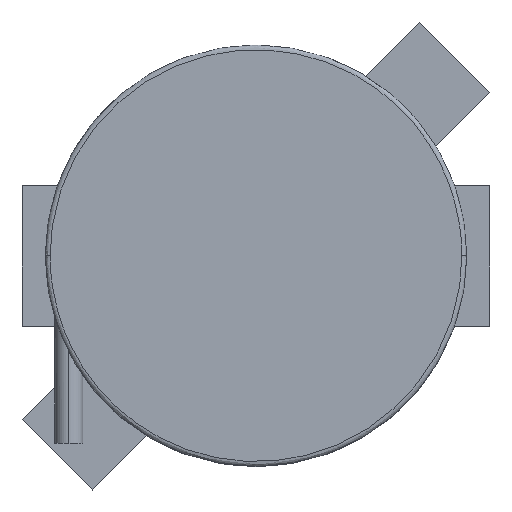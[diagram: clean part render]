
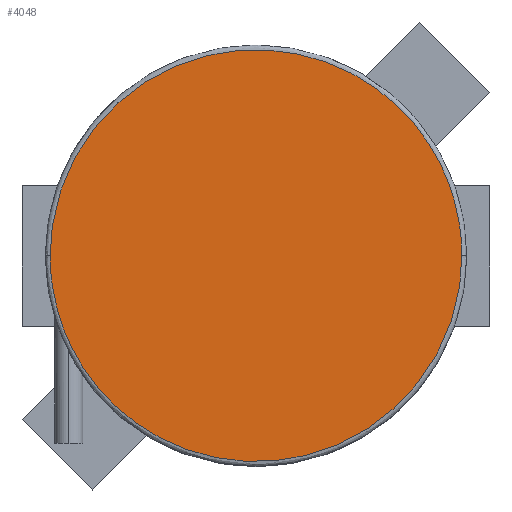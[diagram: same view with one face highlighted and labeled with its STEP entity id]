
A CAD part, top view. The second image highlights one B-rep face of the part: STEP entity #4048.
In plain terms, the highlighted planar face has unit normal (0, 0, 1).
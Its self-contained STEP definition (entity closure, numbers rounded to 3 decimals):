
#232 = CARTESIAN_POINT ( 'NONE',  ( 4.4, 8.8, 4.7 ) ) ;
#862 = DIRECTION ( 'NONE',  ( 1., 0., 0. ) ) ;
#927 = FACE_OUTER_BOUND ( 'NONE', #1675, .T. ) ;
#1100 = CARTESIAN_POINT ( 'NONE',  ( 4.4, 0., 4.7 ) ) ;
#1152 = EDGE_CURVE ( 'NONE', #1947, #3714, #4504, .T. ) ;
#1254 = CARTESIAN_POINT ( 'NONE',  ( -4.4, -8.8, 4.7 ) ) ;
#1278 = CARTESIAN_POINT ( 'NONE',  ( 4.4, -8.8, 4.7 ) ) ;
#1581 = CARTESIAN_POINT ( 'NONE',  ( -4.4, 0., 4.7 ) ) ;
#1675 = EDGE_LOOP ( 'NONE', ( #2221, #2158 ) ) ;
#1947 = VERTEX_POINT ( 'NONE', #3993 ) ;
#2158 = ORIENTED_EDGE ( 'NONE', *, *, #3478, .F. ) ;
#2214 = PLANE ( 'NONE',  #3351 ) ;
#2221 = ORIENTED_EDGE ( 'NONE', *, *, #1152, .F. ) ;
#2243 = DIRECTION ( 'NONE',  ( 0., 0., 1. ) ) ;
#2391 =( BOUNDED_CURVE ( )  B_SPLINE_CURVE ( 3, ( #1581, #3341, #232, #1100 ),
 .UNSPECIFIED., .F., .T. ) 
 B_SPLINE_CURVE_WITH_KNOTS ( ( 4, 4 ),
 ( 0., 1. ),
 .UNSPECIFIED. ) 
 CURVE ( )  GEOMETRIC_REPRESENTATION_ITEM ( )  RATIONAL_B_SPLINE_CURVE ( ( 1., 0.333, 0.333, 1. ) ) 
 REPRESENTATION_ITEM ( '' )  );
#3027 = CARTESIAN_POINT ( 'NONE',  ( -4.4, 0., 4.7 ) ) ;
#3341 = CARTESIAN_POINT ( 'NONE',  ( -4.4, 8.8, 4.7 ) ) ;
#3351 = AXIS2_PLACEMENT_3D ( 'NONE', #4809, #2243, #862 ) ;
#3478 = EDGE_CURVE ( 'NONE', #3714, #1947, #2391, .T. ) ;
#3714 = VERTEX_POINT ( 'NONE', #3855 ) ;
#3855 = CARTESIAN_POINT ( 'NONE',  ( -4.4, 0., 4.7 ) ) ;
#3993 = CARTESIAN_POINT ( 'NONE',  ( 4.4, 0., 4.7 ) ) ;
#4048 = ADVANCED_FACE ( 'NONE', ( #927 ), #2214, .T. ) ;
#4504 =( BOUNDED_CURVE ( )  B_SPLINE_CURVE ( 3, ( #5324, #1278, #1254, #3027 ),
 .UNSPECIFIED., .F., .T. ) 
 B_SPLINE_CURVE_WITH_KNOTS ( ( 4, 4 ),
 ( 0., 1. ),
 .UNSPECIFIED. ) 
 CURVE ( )  GEOMETRIC_REPRESENTATION_ITEM ( )  RATIONAL_B_SPLINE_CURVE ( ( 1., 0.333, 0.333, 1. ) ) 
 REPRESENTATION_ITEM ( '' )  );
#4809 = CARTESIAN_POINT ( 'NONE',  ( 0., 0., 4.7 ) ) ;
#5324 = CARTESIAN_POINT ( 'NONE',  ( 4.4, 0., 4.7 ) ) ;
